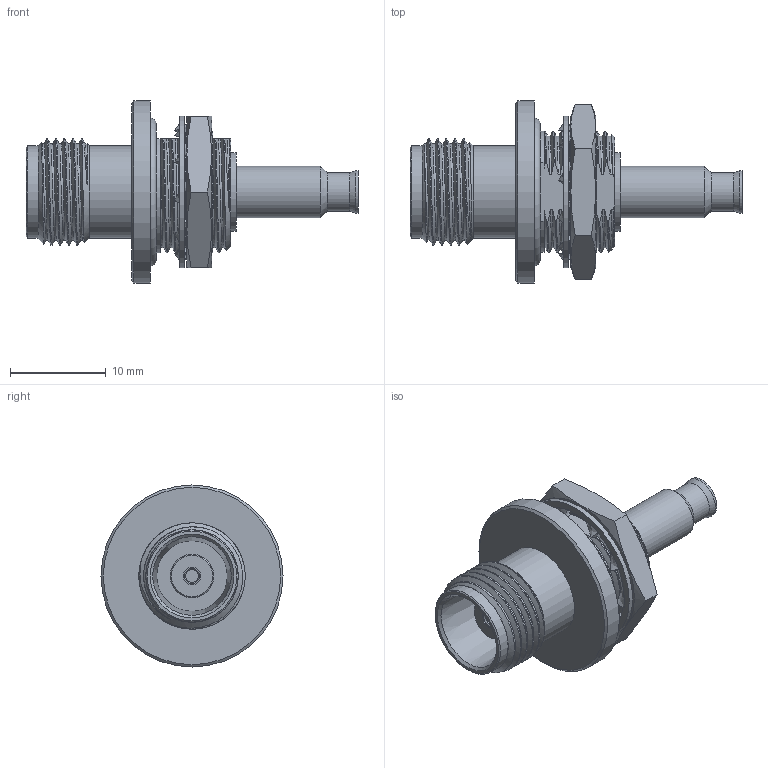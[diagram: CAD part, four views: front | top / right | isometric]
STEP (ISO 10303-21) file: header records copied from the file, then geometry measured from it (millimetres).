
FILE_DESCRIPTION (( 'STEP AP203' ), '1' );
FILE_NAME ('SC4255.step', '2019-12-11T21:53:36', ( '' ), ( '' ), 'SwSTEP 2.0', 'SolidWorks 2018', '' );
FILE_SCHEMA (( 'CONFIG_CONTROL_DESIGN' ));
Length unit declared in the file: inch
Products named in the file (1): SC4255
Bounding box: 34.75 x 19.05 x 19.05 mm (x, y, z)
Volume: 2518.1 mm3; surface area: 3313.6 mm2
Topology: 5 solids, 5 shells, 218 faces, 588 edges, 392 vertices
Faces by surface type: bspline 76, plane 66, cylinder 44, cone 31, torus 1
Full cylindrical faces by diameter (mm): 1.346 x1, 1.854 x1, 2.804 x1, 3.064 x1, 3.421 x2, 3.783 x2, 4.018 x1, 4.31 x1, 4.455 x1, 4.572 x1, 5.356 x1, 8.246 x1, 9.652 x2, 12.7 x1, 15.77 x1, 15.875 x1, 19.05 x1
Entity records: 19176 total; most frequent: CARTESIAN_POINT 14517, ORIENTED_EDGE 1090, DIRECTION 709, EDGE_CURVE 545, VERTEX_POINT 382, AXIS2_PLACEMENT_3D 273, EDGE_LOOP 267, FACE_OUTER_BOUND 236
